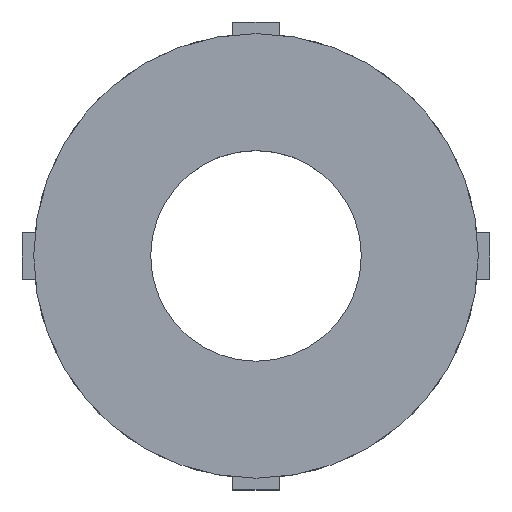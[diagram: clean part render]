
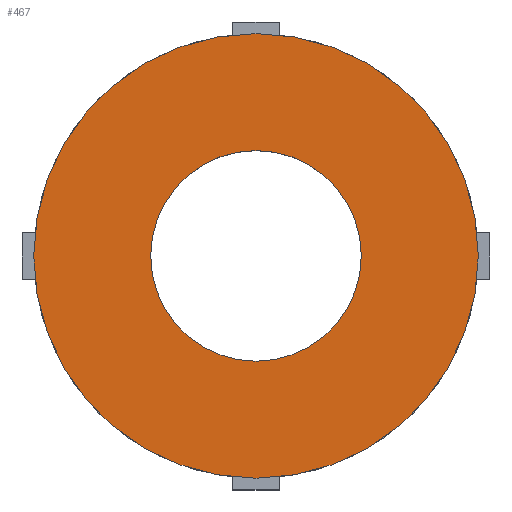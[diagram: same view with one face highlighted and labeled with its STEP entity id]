
A CAD part, top view. The second image highlights one B-rep face of the part: STEP entity #467.
In plain terms, the highlighted planar face has unit normal (0, 0, 1).
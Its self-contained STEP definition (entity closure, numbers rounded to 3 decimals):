
#301 = VERTEX_POINT('',#302);
#302 = CARTESIAN_POINT('',(190.,0.,47.5));
#309 = CYLINDRICAL_SURFACE('',#310,190.);
#310 = AXIS2_PLACEMENT_3D('',#311,#312,#313);
#311 = CARTESIAN_POINT('',(0.,0.,42.5));
#312 = DIRECTION('',(-0.,-0.,-1.));
#313 = DIRECTION('',(1.,0.,0.));
#328 = EDGE_CURVE('',#301,#301,#329,.T.);
#329 = SURFACE_CURVE('',#330,(#335,#342),.PCURVE_S1.);
#330 = CIRCLE('',#331,190.);
#331 = AXIS2_PLACEMENT_3D('',#332,#333,#334);
#332 = CARTESIAN_POINT('',(0.,0.,47.5));
#333 = DIRECTION('',(0.,0.,1.));
#334 = DIRECTION('',(1.,0.,0.));
#335 = PCURVE('',#309,#336);
#336 = DEFINITIONAL_REPRESENTATION('',(#337),#341);
#337 = LINE('',#338,#339);
#338 = CARTESIAN_POINT('',(-0.,-5.));
#339 = VECTOR('',#340,1.);
#340 = DIRECTION('',(-1.,0.));
#341 = ( GEOMETRIC_REPRESENTATION_CONTEXT(2) 
PARAMETRIC_REPRESENTATION_CONTEXT() REPRESENTATION_CONTEXT('2D SPACE',''
  ) );
#342 = PCURVE('',#343,#348);
#343 = PLANE('',#344);
#344 = AXIS2_PLACEMENT_3D('',#345,#346,#347);
#345 = CARTESIAN_POINT('',(0.,0.,47.5)
  );
#346 = DIRECTION('',(0.,0.,1.));
#347 = DIRECTION('',(1.,0.,-0.));
#348 = DEFINITIONAL_REPRESENTATION('',(#349),#353);
#349 = CIRCLE('',#350,190.);
#350 = AXIS2_PLACEMENT_2D('',#351,#352);
#351 = CARTESIAN_POINT('',(0.,0.));
#352 = DIRECTION('',(1.,0.));
#353 = ( GEOMETRIC_REPRESENTATION_CONTEXT(2) 
PARAMETRIC_REPRESENTATION_CONTEXT() REPRESENTATION_CONTEXT('2D SPACE',''
  ) );
#389 = VERTEX_POINT('',#390);
#390 = CARTESIAN_POINT('',(90.,0.,47.5));
#397 = CYLINDRICAL_SURFACE('',#398,90.);
#398 = AXIS2_PLACEMENT_3D('',#399,#400,#401);
#399 = CARTESIAN_POINT('',(0.,0.,42.5));
#400 = DIRECTION('',(-0.,-0.,-1.));
#401 = DIRECTION('',(1.,0.,0.));
#416 = EDGE_CURVE('',#389,#389,#417,.T.);
#417 = SURFACE_CURVE('',#418,(#423,#430),.PCURVE_S1.);
#418 = CIRCLE('',#419,90.);
#419 = AXIS2_PLACEMENT_3D('',#420,#421,#422);
#420 = CARTESIAN_POINT('',(0.,0.,47.5));
#421 = DIRECTION('',(0.,0.,1.));
#422 = DIRECTION('',(1.,0.,0.));
#423 = PCURVE('',#397,#424);
#424 = DEFINITIONAL_REPRESENTATION('',(#425),#429);
#425 = LINE('',#426,#427);
#426 = CARTESIAN_POINT('',(-0.,-5.));
#427 = VECTOR('',#428,1.);
#428 = DIRECTION('',(-1.,0.));
#429 = ( GEOMETRIC_REPRESENTATION_CONTEXT(2) 
PARAMETRIC_REPRESENTATION_CONTEXT() REPRESENTATION_CONTEXT('2D SPACE',''
  ) );
#430 = PCURVE('',#343,#431);
#431 = DEFINITIONAL_REPRESENTATION('',(#432),#436);
#432 = CIRCLE('',#433,90.);
#433 = AXIS2_PLACEMENT_2D('',#434,#435);
#434 = CARTESIAN_POINT('',(0.,0.));
#435 = DIRECTION('',(1.,0.));
#436 = ( GEOMETRIC_REPRESENTATION_CONTEXT(2) 
PARAMETRIC_REPRESENTATION_CONTEXT() REPRESENTATION_CONTEXT('2D SPACE',''
  ) );
#467 = ADVANCED_FACE('',(#468,#471),#343,.T.);
#468 = FACE_BOUND('',#469,.T.);
#469 = EDGE_LOOP('',(#470));
#470 = ORIENTED_EDGE('',*,*,#328,.T.);
#471 = FACE_BOUND('',#472,.T.);
#472 = EDGE_LOOP('',(#473));
#473 = ORIENTED_EDGE('',*,*,#416,.F.);
